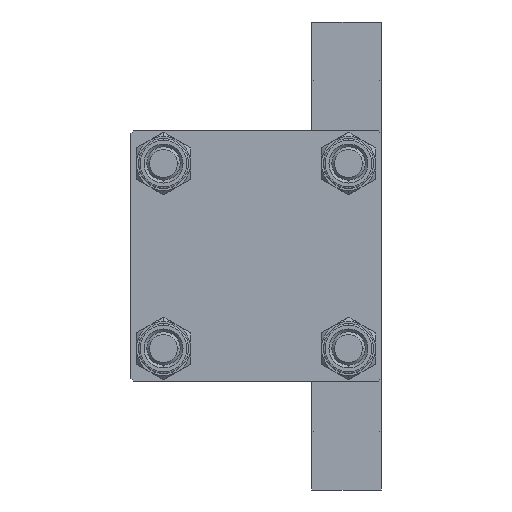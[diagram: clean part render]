
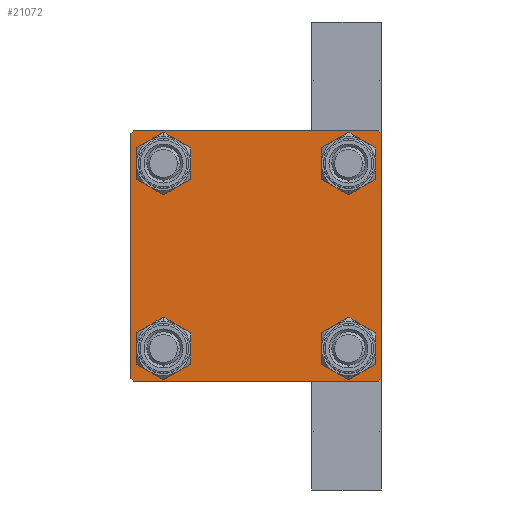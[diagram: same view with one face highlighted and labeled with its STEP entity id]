
A CAD part, left-side view. The second image highlights one B-rep face of the part: STEP entity #21072.
In plain terms, the highlighted planar face has unit normal (-1, 0, 0).
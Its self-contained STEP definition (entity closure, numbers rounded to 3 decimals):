
#70 = CARTESIAN_POINT ( 'NONE',  ( 0., 16.6, -16.6 ) ) ;
#352 = DIRECTION ( 'NONE',  ( 1., 0., 0. ) ) ;
#449 = CARTESIAN_POINT ( 'NONE',  ( 0., 16.6, 16.6 ) ) ;
#500 = CARTESIAN_POINT ( 'NONE',  ( 0., 16.6, -13.1 ) ) ;
#829 = ORIENTED_EDGE ( 'NONE', *, *, #31585, .T. ) ;
#1112 = LINE ( 'NONE', #45736, #5269 ) ;
#2432 = EDGE_CURVE ( 'NONE', #44873, #8770, #33816, .T. ) ;
#2635 = PLANE ( 'NONE',  #12664 ) ;
#2641 = DIRECTION ( 'NONE',  ( 0., 0., -1. ) ) ;
#2655 = EDGE_CURVE ( 'NONE', #38634, #39237, #35062, .T. ) ;
#2723 = AXIS2_PLACEMENT_3D ( 'NONE', #70, #29501, #44228 ) ;
#3089 = EDGE_CURVE ( 'NONE', #35312, #37940, #1112, .T. ) ;
#3431 = ORIENTED_EDGE ( 'NONE', *, *, #20975, .T. ) ;
#3980 = CARTESIAN_POINT ( 'NONE',  ( 0., -22., 22.5 ) ) ;
#4564 = DIRECTION ( 'NONE',  ( 1., 0., 0. ) ) ;
#5237 = VECTOR ( 'NONE', #41687, 1000. ) ;
#5269 = VECTOR ( 'NONE', #27867, 1000. ) ;
#5506 = VERTEX_POINT ( 'NONE', #27109 ) ;
#5668 = AXIS2_PLACEMENT_3D ( 'NONE', #7239, #4564, #41027 ) ;
#5864 = VECTOR ( 'NONE', #2641, 1000. ) ;
#6027 = ORIENTED_EDGE ( 'NONE', *, *, #2655, .T. ) ;
#6736 = EDGE_LOOP ( 'NONE', ( #38803, #38198 ) ) ;
#6783 = ORIENTED_EDGE ( 'NONE', *, *, #43323, .T. ) ;
#7239 = CARTESIAN_POINT ( 'NONE',  ( 0., -16.6, -16.6 ) ) ;
#7438 = DIRECTION ( 'NONE',  ( 0., 0., 1. ) ) ;
#7466 = ORIENTED_EDGE ( 'NONE', *, *, #37040, .T. ) ;
#7501 = CARTESIAN_POINT ( 'NONE',  ( 0., 22.5, 22.5 ) ) ;
#7585 = DIRECTION ( 'NONE',  ( 1., 0., 0. ) ) ;
#8003 = VECTOR ( 'NONE', #16400, 1000. ) ;
#8142 = DIRECTION ( 'NONE',  ( 0., 0., 1. ) ) ;
#8184 = CARTESIAN_POINT ( 'NONE',  ( 0., -22.25, 22.25 ) ) ;
#8272 = ORIENTED_EDGE ( 'NONE', *, *, #11551, .T. ) ;
#8414 = LINE ( 'NONE', #8184, #12193 ) ;
#8770 = VERTEX_POINT ( 'NONE', #12334 ) ;
#9038 = CARTESIAN_POINT ( 'NONE',  ( 0., -16.6, -13.1 ) ) ;
#9146 = DIRECTION ( 'NONE',  ( 0., -1., 0. ) ) ;
#9832 = EDGE_LOOP ( 'NONE', ( #8272, #28595 ) ) ;
#9983 = EDGE_LOOP ( 'NONE', ( #14715, #20337 ) ) ;
#10111 = DIRECTION ( 'NONE',  ( -1., 0., 0. ) ) ;
#10347 = FACE_OUTER_BOUND ( 'NONE', #13773, .T. ) ;
#10848 = EDGE_LOOP ( 'NONE', ( #7466, #11328 ) ) ;
#11328 = ORIENTED_EDGE ( 'NONE', *, *, #45443, .T. ) ;
#11551 = EDGE_CURVE ( 'NONE', #17615, #42915, #35492, .T. ) ;
#11655 = VERTEX_POINT ( 'NONE', #45782 ) ;
#11802 = DIRECTION ( 'NONE',  ( 0., 0.707, 0.707 ) ) ;
#11875 = CARTESIAN_POINT ( 'NONE',  ( 0., 22.5, 22. ) ) ;
#11877 = ORIENTED_EDGE ( 'NONE', *, *, #23946, .T. ) ;
#12193 = VECTOR ( 'NONE', #11802, 1000. ) ;
#12334 = CARTESIAN_POINT ( 'NONE',  ( 0., 16.6, -20.1 ) ) ;
#12540 = LINE ( 'NONE', #27260, #8003 ) ;
#12609 = CARTESIAN_POINT ( 'NONE',  ( 0., 22.5, -22. ) ) ;
#12664 = AXIS2_PLACEMENT_3D ( 'NONE', #17348, #10111, #43424 ) ;
#12890 = CARTESIAN_POINT ( 'NONE',  ( 0., -22.5, 22. ) ) ;
#12988 = AXIS2_PLACEMENT_3D ( 'NONE', #26392, #7585, #15315 ) ;
#13188 = CARTESIAN_POINT ( 'NONE',  ( 0., -16.6, 16.6 ) ) ;
#13393 = CIRCLE ( 'NONE', #40373, 3.5 ) ;
#13466 = VERTEX_POINT ( 'NONE', #3980 ) ;
#13773 = EDGE_LOOP ( 'NONE', ( #6783, #6027, #3431, #11877, #16488, #24124, #40071, #829 ) ) ;
#14595 = DIRECTION ( 'NONE',  ( 0., 0., 1. ) ) ;
#14715 = ORIENTED_EDGE ( 'NONE', *, *, #23269, .T. ) ;
#15157 = LINE ( 'NONE', #23075, #5237 ) ;
#15167 = DIRECTION ( 'NONE',  ( 1., 0., 0. ) ) ;
#15315 = DIRECTION ( 'NONE',  ( 0., 0., 1. ) ) ;
#16400 = DIRECTION ( 'NONE',  ( 0., -0.707, 0.707 ) ) ;
#16442 = CIRCLE ( 'NONE', #24137, 3.5 ) ;
#16488 = ORIENTED_EDGE ( 'NONE', *, *, #3089, .F. ) ;
#16605 = CARTESIAN_POINT ( 'NONE',  ( 0., -16.6, -20.1 ) ) ;
#17284 = DIRECTION ( 'NONE',  ( 0., 0., 1. ) ) ;
#17348 = CARTESIAN_POINT ( 'NONE',  ( 0., 0., 0. ) ) ;
#17615 = VERTEX_POINT ( 'NONE', #42992 ) ;
#18287 = CARTESIAN_POINT ( 'NONE',  ( 0., 16.6, 16.6 ) ) ;
#18361 = LINE ( 'NONE', #7501, #41892 ) ;
#19228 = DIRECTION ( 'NONE',  ( 0., 0., 1. ) ) ;
#20337 = ORIENTED_EDGE ( 'NONE', *, *, #32820, .T. ) ;
#20957 = CARTESIAN_POINT ( 'NONE',  ( 0., 22.5, 22.5 ) ) ;
#20975 = EDGE_CURVE ( 'NONE', #39237, #21554, #45601, .T. ) ;
#21072 = ADVANCED_FACE ( 'NONE', ( #36412, #32805, #46803, #35700, #10347 ), #2635, .T. ) ;
#21554 = VERTEX_POINT ( 'NONE', #39158 ) ;
#21668 = CARTESIAN_POINT ( 'NONE',  ( 0., -16.6, -16.6 ) ) ;
#21729 = DIRECTION ( 'NONE',  ( 0., -1., 0. ) ) ;
#23075 = CARTESIAN_POINT ( 'NONE',  ( 0., 22.25, 22.25 ) ) ;
#23269 = EDGE_CURVE ( 'NONE', #46728, #28469, #13393, .T. ) ;
#23946 = EDGE_CURVE ( 'NONE', #21554, #37940, #12540, .T. ) ;
#24124 = ORIENTED_EDGE ( 'NONE', *, *, #31210, .T. ) ;
#24137 = AXIS2_PLACEMENT_3D ( 'NONE', #25186, #352, #14595 ) ;
#25186 = CARTESIAN_POINT ( 'NONE',  ( 0., -16.6, 16.6 ) ) ;
#26081 = VECTOR ( 'NONE', #46879, 1000. ) ;
#26392 = CARTESIAN_POINT ( 'NONE',  ( 0., 16.6, -16.6 ) ) ;
#26502 = CIRCLE ( 'NONE', #36444, 3.5 ) ;
#27109 = CARTESIAN_POINT ( 'NONE',  ( 0., -16.6, 20.1 ) ) ;
#27249 = CARTESIAN_POINT ( 'NONE',  ( 0., 22.5, -22.5 ) ) ;
#27260 = CARTESIAN_POINT ( 'NONE',  ( 0., -22.25, -22.25 ) ) ;
#27867 = DIRECTION ( 'NONE',  ( 0., 0., -1. ) ) ;
#27899 = DIRECTION ( 'NONE',  ( 1., 0., 0. ) ) ;
#28469 = VERTEX_POINT ( 'NONE', #16605 ) ;
#28595 = ORIENTED_EDGE ( 'NONE', *, *, #33991, .T. ) ;
#28754 = CARTESIAN_POINT ( 'NONE',  ( 0., 16.6, 13.1 ) ) ;
#29501 = DIRECTION ( 'NONE',  ( 1., 0., 0. ) ) ;
#31210 = EDGE_CURVE ( 'NONE', #35312, #13466, #8414, .T. ) ;
#31441 = CARTESIAN_POINT ( 'NONE',  ( 0., 22.25, -22.25 ) ) ;
#31585 = EDGE_CURVE ( 'NONE', #45480, #41649, #15157, .T. ) ;
#31917 = CARTESIAN_POINT ( 'NONE',  ( 0., -22.5, -22. ) ) ;
#32027 = CARTESIAN_POINT ( 'NONE',  ( 0., 22., 22.5 ) ) ;
#32805 = FACE_BOUND ( 'NONE', #9983, .T. ) ;
#32820 = EDGE_CURVE ( 'NONE', #28469, #46728, #38055, .T. ) ;
#33816 = CIRCLE ( 'NONE', #12988, 3.5 ) ;
#33991 = EDGE_CURVE ( 'NONE', #42915, #17615, #26502, .T. ) ;
#34882 = EDGE_CURVE ( 'NONE', #45480, #13466, #18361, .T. ) ;
#35062 = LINE ( 'NONE', #31441, #26081 ) ;
#35069 = CIRCLE ( 'NONE', #2723, 3.5 ) ;
#35227 = LINE ( 'NONE', #20957, #5864 ) ;
#35232 = AXIS2_PLACEMENT_3D ( 'NONE', #13188, #27899, #17284 ) ;
#35259 = CIRCLE ( 'NONE', #35232, 3.5 ) ;
#35312 = VERTEX_POINT ( 'NONE', #12890 ) ;
#35492 = CIRCLE ( 'NONE', #47031, 3.5 ) ;
#35700 = FACE_BOUND ( 'NONE', #9832, .T. ) ;
#36412 = FACE_BOUND ( 'NONE', #10848, .T. ) ;
#36444 = AXIS2_PLACEMENT_3D ( 'NONE', #18287, #40755, #8142 ) ;
#37040 = EDGE_CURVE ( 'NONE', #5506, #11655, #16442, .T. ) ;
#37344 = VECTOR ( 'NONE', #9146, 1000. ) ;
#37940 = VERTEX_POINT ( 'NONE', #31917 ) ;
#38055 = CIRCLE ( 'NONE', #5668, 3.5 ) ;
#38198 = ORIENTED_EDGE ( 'NONE', *, *, #39689, .T. ) ;
#38634 = VERTEX_POINT ( 'NONE', #12609 ) ;
#38803 = ORIENTED_EDGE ( 'NONE', *, *, #2432, .T. ) ;
#39158 = CARTESIAN_POINT ( 'NONE',  ( 0., -22., -22.5 ) ) ;
#39237 = VERTEX_POINT ( 'NONE', #46582 ) ;
#39689 = EDGE_CURVE ( 'NONE', #8770, #44873, #35069, .T. ) ;
#40071 = ORIENTED_EDGE ( 'NONE', *, *, #34882, .F. ) ;
#40373 = AXIS2_PLACEMENT_3D ( 'NONE', #21668, #47753, #7438 ) ;
#40755 = DIRECTION ( 'NONE',  ( 1., 0., 0. ) ) ;
#41027 = DIRECTION ( 'NONE',  ( 0., 0., 1. ) ) ;
#41649 = VERTEX_POINT ( 'NONE', #11875 ) ;
#41687 = DIRECTION ( 'NONE',  ( 0., 0.707, -0.707 ) ) ;
#41892 = VECTOR ( 'NONE', #21729, 1000. ) ;
#42915 = VERTEX_POINT ( 'NONE', #28754 ) ;
#42992 = CARTESIAN_POINT ( 'NONE',  ( 0., 16.6, 20.1 ) ) ;
#43323 = EDGE_CURVE ( 'NONE', #41649, #38634, #35227, .T. ) ;
#43424 = DIRECTION ( 'NONE',  ( 0., 0., 1. ) ) ;
#44228 = DIRECTION ( 'NONE',  ( 0., 0., 1. ) ) ;
#44873 = VERTEX_POINT ( 'NONE', #500 ) ;
#45443 = EDGE_CURVE ( 'NONE', #11655, #5506, #35259, .T. ) ;
#45480 = VERTEX_POINT ( 'NONE', #32027 ) ;
#45601 = LINE ( 'NONE', #27249, #37344 ) ;
#45736 = CARTESIAN_POINT ( 'NONE',  ( 0., -22.5, 22.5 ) ) ;
#45782 = CARTESIAN_POINT ( 'NONE',  ( 0., -16.6, 13.1 ) ) ;
#46582 = CARTESIAN_POINT ( 'NONE',  ( 0., 22., -22.5 ) ) ;
#46728 = VERTEX_POINT ( 'NONE', #9038 ) ;
#46803 = FACE_BOUND ( 'NONE', #6736, .T. ) ;
#46879 = DIRECTION ( 'NONE',  ( 0., -0.707, -0.707 ) ) ;
#47031 = AXIS2_PLACEMENT_3D ( 'NONE', #449, #15167, #19228 ) ;
#47753 = DIRECTION ( 'NONE',  ( 1., 0., 0. ) ) ;
